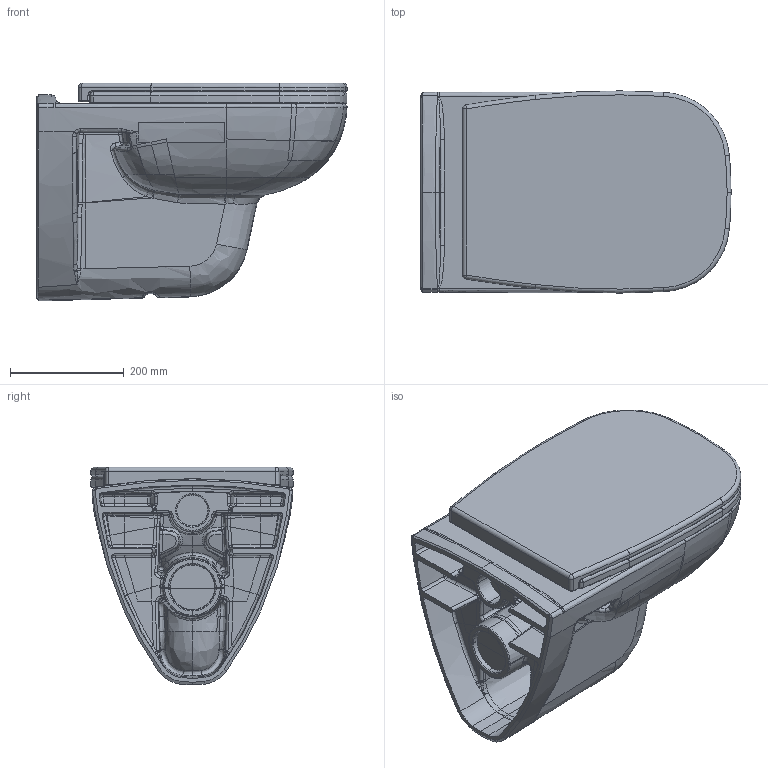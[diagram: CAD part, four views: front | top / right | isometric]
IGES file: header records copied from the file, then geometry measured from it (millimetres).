
Global section: file name: No Iges File Name specified; native system: Autodesk Inventor 2011; preprocessor: AutoDesk Inventor Iges Exporter R2011; author: Administrator; date: 20170620.103220; units: millimetre
Bounding box: 544.79 x 355.11 x 382.56 mm (x, y, z)
Volume: 17448013.1 mm3; surface area: 1734881.1 mm2
Topology: 3 solids, 5 shells, 1371 faces, 3256 edges, 1876 vertices
Faces by surface type: bspline 1114, revolution 80, plane 68, torus 49, cylinder 42, cone 11, sphere 7
